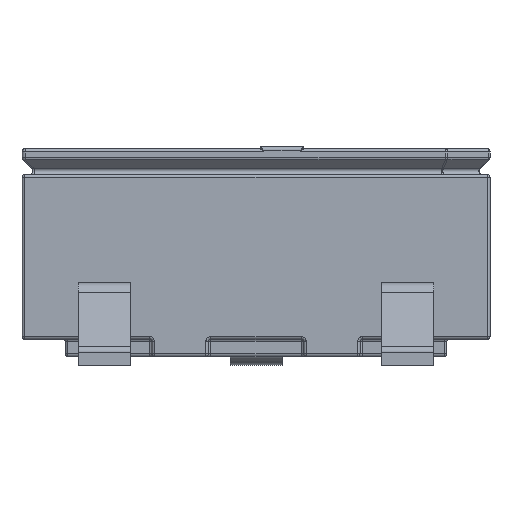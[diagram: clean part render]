
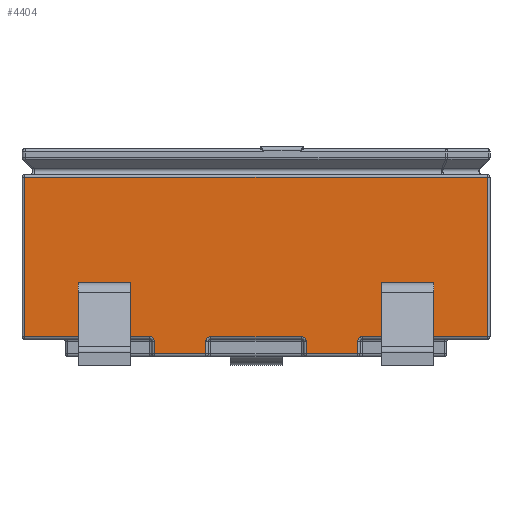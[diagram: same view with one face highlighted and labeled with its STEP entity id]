
A CAD part, front view. The second image highlights one B-rep face of the part: STEP entity #4404.
In plain terms, the highlighted planar face has unit normal (0, -1, 0).
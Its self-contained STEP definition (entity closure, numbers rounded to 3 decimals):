
#120=FACE_BOUND('',#1506,.T.);
#121=FACE_BOUND('',#1507,.T.);
#139=PLANE('',#4870);
#241=LINE('',#6725,#599);
#249=LINE('',#6787,#607);
#252=LINE('',#6842,#610);
#270=LINE('',#6970,#628);
#279=LINE('',#7022,#637);
#284=LINE('',#7060,#642);
#287=LINE('',#7078,#645);
#288=LINE('',#7080,#646);
#305=LINE('',#7119,#663);
#311=LINE('',#7128,#669);
#324=LINE('',#7148,#682);
#342=LINE('',#7175,#700);
#374=LINE('',#7240,#732);
#375=LINE('',#7242,#733);
#376=LINE('',#7244,#734);
#377=LINE('',#7245,#735);
#378=LINE('',#7248,#736);
#379=LINE('',#7250,#737);
#380=LINE('',#7252,#738);
#381=LINE('',#7253,#739);
#599=VECTOR('',#5250,10.);
#607=VECTOR('',#5322,10.);
#610=VECTOR('',#5385,10.);
#628=VECTOR('',#5535,10.);
#637=VECTOR('',#5596,10.);
#642=VECTOR('',#5641,10.);
#645=VECTOR('',#5662,10.);
#646=VECTOR('',#5665,10.);
#663=VECTOR('',#5714,10.);
#669=VECTOR('',#5726,10.);
#682=VECTOR('',#5753,10.);
#700=VECTOR('',#5789,10.);
#732=VECTOR('',#5883,1000.);
#733=VECTOR('',#5884,1000.);
#734=VECTOR('',#5885,1000.);
#735=VECTOR('',#5886,1000.);
#736=VECTOR('',#5887,1000.);
#737=VECTOR('',#5888,1000.);
#738=VECTOR('',#5889,1000.);
#739=VECTOR('',#5890,1000.);
#1217=FACE_OUTER_BOUND('',#1505,.T.);
#1505=EDGE_LOOP('',(#3463,#3464,#3465,#3466,#3467,#3468,#3469,#3470,#3471,
#3472,#3473,#3474,#3475,#3476,#3477,#3478));
#1506=EDGE_LOOP('',(#3479,#3480,#3481,#3482));
#1507=EDGE_LOOP('',(#3483,#3484,#3485,#3486));
#1680=CIRCLE('',#4597,0.06);
#1692=CIRCLE('',#4616,0.06);
#1782=CIRCLE('',#4746,0.06);
#1793=CIRCLE('',#4761,0.06);
#1925=VERTEX_POINT('',#6677);
#1926=VERTEX_POINT('',#6679);
#1937=VERTEX_POINT('',#6715);
#1938=VERTEX_POINT('',#6716);
#1962=VERTEX_POINT('',#6782);
#1982=VERTEX_POINT('',#6835);
#1999=VERTEX_POINT('',#6889);
#2018=VERTEX_POINT('',#6934);
#2027=VERTEX_POINT('',#6964);
#2028=VERTEX_POINT('',#6966);
#2036=VERTEX_POINT('',#6988);
#2038=VERTEX_POINT('',#6992);
#2045=VERTEX_POINT('',#7017);
#2051=VERTEX_POINT('',#7034);
#2058=VERTEX_POINT('',#7056);
#2064=VERTEX_POINT('',#7073);
#2071=VERTEX_POINT('',#7238);
#2072=VERTEX_POINT('',#7239);
#2073=VERTEX_POINT('',#7241);
#2074=VERTEX_POINT('',#7243);
#2075=VERTEX_POINT('',#7246);
#2076=VERTEX_POINT('',#7247);
#2077=VERTEX_POINT('',#7249);
#2078=VERTEX_POINT('',#7251);
#2298=EDGE_CURVE('',#1925,#1926,#1680,.T.);
#2316=EDGE_CURVE('',#1937,#1938,#1692,.T.);
#2321=EDGE_CURVE('',#1938,#1925,#241,.T.);
#2351=EDGE_CURVE('',#1926,#1962,#249,.T.);
#2376=EDGE_CURVE('',#1982,#1937,#252,.T.);
#2436=EDGE_CURVE('',#2027,#2028,#1782,.T.);
#2438=EDGE_CURVE('',#1999,#2027,#270,.T.);
#2449=EDGE_CURVE('',#2038,#2036,#1793,.T.);
#2464=EDGE_CURVE('',#2028,#2045,#279,.T.);
#2482=EDGE_CURVE('',#2045,#2058,#284,.T.);
#2491=EDGE_CURVE('',#2058,#2064,#287,.T.);
#2492=EDGE_CURVE('',#2064,#2051,#288,.T.);
#2515=EDGE_CURVE('',#2051,#2038,#305,.T.);
#2521=EDGE_CURVE('',#2036,#2018,#311,.T.);
#2534=EDGE_CURVE('',#2018,#1982,#324,.T.);
#2552=EDGE_CURVE('',#1962,#1999,#342,.T.);
#2584=EDGE_CURVE('',#2071,#2072,#374,.T.);
#2585=EDGE_CURVE('',#2071,#2073,#375,.T.);
#2586=EDGE_CURVE('',#2073,#2074,#376,.T.);
#2587=EDGE_CURVE('',#2074,#2072,#377,.F.);
#2588=EDGE_CURVE('',#2075,#2076,#378,.T.);
#2589=EDGE_CURVE('',#2075,#2077,#379,.T.);
#2590=EDGE_CURVE('',#2077,#2078,#380,.T.);
#2591=EDGE_CURVE('',#2078,#2076,#381,.F.);
#3463=ORIENTED_EDGE('',*,*,#2449,.F.);
#3464=ORIENTED_EDGE('',*,*,#2515,.F.);
#3465=ORIENTED_EDGE('',*,*,#2492,.F.);
#3466=ORIENTED_EDGE('',*,*,#2491,.F.);
#3467=ORIENTED_EDGE('',*,*,#2482,.F.);
#3468=ORIENTED_EDGE('',*,*,#2464,.F.);
#3469=ORIENTED_EDGE('',*,*,#2436,.F.);
#3470=ORIENTED_EDGE('',*,*,#2438,.F.);
#3471=ORIENTED_EDGE('',*,*,#2552,.F.);
#3472=ORIENTED_EDGE('',*,*,#2351,.F.);
#3473=ORIENTED_EDGE('',*,*,#2298,.F.);
#3474=ORIENTED_EDGE('',*,*,#2321,.F.);
#3475=ORIENTED_EDGE('',*,*,#2316,.F.);
#3476=ORIENTED_EDGE('',*,*,#2376,.F.);
#3477=ORIENTED_EDGE('',*,*,#2534,.F.);
#3478=ORIENTED_EDGE('',*,*,#2521,.F.);
#3479=ORIENTED_EDGE('',*,*,#2584,.F.);
#3480=ORIENTED_EDGE('',*,*,#2585,.T.);
#3481=ORIENTED_EDGE('',*,*,#2586,.T.);
#3482=ORIENTED_EDGE('',*,*,#2587,.T.);
#3483=ORIENTED_EDGE('',*,*,#2588,.F.);
#3484=ORIENTED_EDGE('',*,*,#2589,.T.);
#3485=ORIENTED_EDGE('',*,*,#2590,.T.);
#3486=ORIENTED_EDGE('',*,*,#2591,.T.);
#4404=ADVANCED_FACE('',(#1217,#120,#121),#139,.T.);
#4597=AXIS2_PLACEMENT_3D('',#6680,#5195,#5196);
#4616=AXIS2_PLACEMENT_3D('',#6717,#5239,#5240);
#4746=AXIS2_PLACEMENT_3D('',#6967,#5529,#5530);
#4761=AXIS2_PLACEMENT_3D('',#6994,#5561,#5562);
#4870=AXIS2_PLACEMENT_3D('',#7237,#5881,#5882);
#5195=DIRECTION('center_axis',(0.,-1.,0.));
#5196=DIRECTION('ref_axis',(-0.707,0.,0.707));
#5239=DIRECTION('center_axis',(0.,-1.,0.));
#5240=DIRECTION('ref_axis',(0.707,0.,0.707));
#5250=DIRECTION('',(-1.,0.,0.));
#5322=DIRECTION('',(0.,0.,-1.));
#5385=DIRECTION('',(0.,0.,1.));
#5529=DIRECTION('center_axis',(0.,-1.,0.));
#5530=DIRECTION('ref_axis',(0.707,0.,0.707));
#5535=DIRECTION('',(0.,0.,1.));
#5561=DIRECTION('center_axis',(0.,-1.,0.));
#5562=DIRECTION('ref_axis',(-0.707,0.,0.707));
#5596=DIRECTION('',(-1.,0.,0.));
#5641=DIRECTION('',(0.,0.,1.));
#5662=DIRECTION('',(1.,0.,0.));
#5665=DIRECTION('',(0.,0.,-1.));
#5714=DIRECTION('',(-1.,0.,0.));
#5726=DIRECTION('',(0.,0.,-1.));
#5753=DIRECTION('',(-1.,0.,0.));
#5789=DIRECTION('',(-1.,0.,0.));
#5881=DIRECTION('center_axis',(0.,-1.,0.));
#5882=DIRECTION('ref_axis',(1.,0.,0.));
#5883=DIRECTION('',(0.,0.,1.));
#5884=DIRECTION('',(-1.,0.,0.));
#5885=DIRECTION('',(0.,0.,1.));
#5886=DIRECTION('',(-1.,0.,0.));
#5887=DIRECTION('',(0.,0.,1.));
#5888=DIRECTION('',(-1.,0.,0.));
#5889=DIRECTION('',(0.,0.,1.));
#5890=DIRECTION('',(-1.,0.,0.));
#6677=CARTESIAN_POINT('',(-0.52,-1.25,0.33));
#6679=CARTESIAN_POINT('',(-0.58,-1.25,0.27));
#6680=CARTESIAN_POINT('Origin',(-0.52,-1.25,0.27));
#6715=CARTESIAN_POINT('',(0.58,-1.25,0.27));
#6716=CARTESIAN_POINT('',(0.52,-1.25,0.33));
#6717=CARTESIAN_POINT('Origin',(0.52,-1.25,0.27));
#6725=CARTESIAN_POINT('',(0.,-1.25,0.33));
#6782=CARTESIAN_POINT('',(-0.58,-1.25,0.13));
#6787=CARTESIAN_POINT('',(-0.58,-1.25,0.2));
#6835=CARTESIAN_POINT('',(0.58,-1.25,0.13));
#6842=CARTESIAN_POINT('',(0.58,-1.25,0.2));
#6889=CARTESIAN_POINT('',(-1.17,-1.25,0.13));
#6934=CARTESIAN_POINT('',(1.17,-1.25,0.13));
#6964=CARTESIAN_POINT('',(-1.17,-1.25,0.27));
#6966=CARTESIAN_POINT('',(-1.23,-1.25,0.33));
#6967=CARTESIAN_POINT('Origin',(-1.23,-1.25,0.27));
#6970=CARTESIAN_POINT('',(-1.17,-1.25,0.2));
#6988=CARTESIAN_POINT('',(1.17,-1.25,0.27));
#6992=CARTESIAN_POINT('',(1.23,-1.25,0.33));
#6994=CARTESIAN_POINT('Origin',(1.23,-1.25,0.27));
#7017=CARTESIAN_POINT('',(-2.67,-1.25,0.33));
#7022=CARTESIAN_POINT('',(0.,-1.25,0.33));
#7034=CARTESIAN_POINT('',(2.67,-1.25,0.33));
#7056=CARTESIAN_POINT('',(-2.67,-1.25,2.17));
#7060=CARTESIAN_POINT('',(-2.67,-1.25,1.3));
#7073=CARTESIAN_POINT('',(2.67,-1.25,2.17));
#7078=CARTESIAN_POINT('',(0.,-1.25,2.17));
#7080=CARTESIAN_POINT('',(2.67,-1.25,0.1));
#7119=CARTESIAN_POINT('',(0.,-1.25,0.33));
#7128=CARTESIAN_POINT('',(1.17,-1.25,0.2));
#7148=CARTESIAN_POINT('',(-1.35,-1.25,0.13));
#7175=CARTESIAN_POINT('',(-1.35,-1.25,0.13));
#7237=CARTESIAN_POINT('Origin',(0.,-1.25,0.1));
#7238=CARTESIAN_POINT('',(-1.45,-1.25,0.801));
#7239=CARTESIAN_POINT('',(-1.45,-1.25,0.95));
#7240=CARTESIAN_POINT('',(-1.45,-1.25,0.1));
#7241=CARTESIAN_POINT('',(-2.05,-1.25,0.801));
#7242=CARTESIAN_POINT('',(0.,-1.25,0.801));
#7243=CARTESIAN_POINT('',(-2.05,-1.25,0.95));
#7244=CARTESIAN_POINT('',(-2.05,-1.25,0.1));
#7245=CARTESIAN_POINT('',(-1.45,-1.25,0.95));
#7246=CARTESIAN_POINT('',(2.05,-1.25,0.801));
#7247=CARTESIAN_POINT('',(2.05,-1.25,0.95));
#7248=CARTESIAN_POINT('',(2.05,-1.25,0.1));
#7249=CARTESIAN_POINT('',(1.45,-1.25,0.801));
#7250=CARTESIAN_POINT('',(0.,-1.25,0.801));
#7251=CARTESIAN_POINT('',(1.45,-1.25,0.95));
#7252=CARTESIAN_POINT('',(1.45,-1.25,0.1));
#7253=CARTESIAN_POINT('',(2.05,-1.25,0.95));
